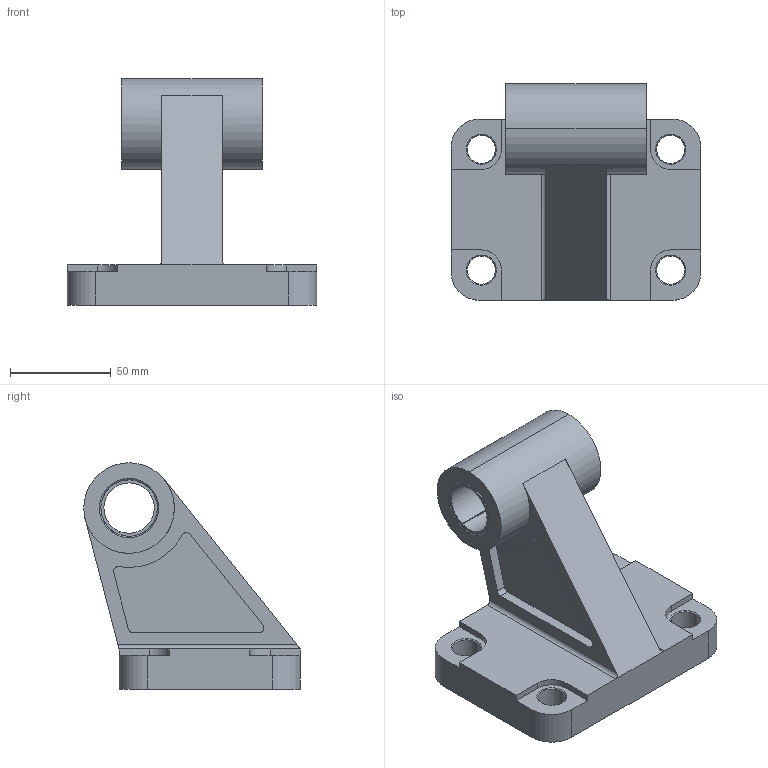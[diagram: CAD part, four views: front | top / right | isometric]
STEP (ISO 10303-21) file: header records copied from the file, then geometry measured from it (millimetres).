
FILE_DESCRIPTION (( 'STEP AP203' ), '1' );
FILE_NAME ('ARQ10C5000.step', '2022-03-10T11:57:23', ( '' ), ( '' ), 'SwSTEP 2.0', 'SolidWorks 2021', '' );
FILE_SCHEMA (( 'CONFIG_CONTROL_DESIGN' ));
Length unit declared in the file: millimetre
Products named in the file (3): ARQ10C5000; BC02825000; ARQ10C5B00
Assembly tree (3 placements, depth 2):
  ARQ10C5000
    ARQ10C5B00
    BC02825000  x2
Bounding box: 124 x 107.5 x 112.5 mm (x, y, z)
Volume: 379410.9 mm3; surface area: 69273.6 mm2
Topology: 3 solids, 3 shells, 253 faces, 659 edges, 430 vertices
Faces by surface type: plane 125, bspline 55, cylinder 49, cone 22, torus 2
Entity records: 10532 total; most frequent: CARTESIAN_POINT 4493, ORIENTED_EDGE 1270, DIRECTION 1021, EDGE_CURVE 635, VERTEX_POINT 414, LINE 409, VECTOR 409, AXIS2_PLACEMENT_3D 306
